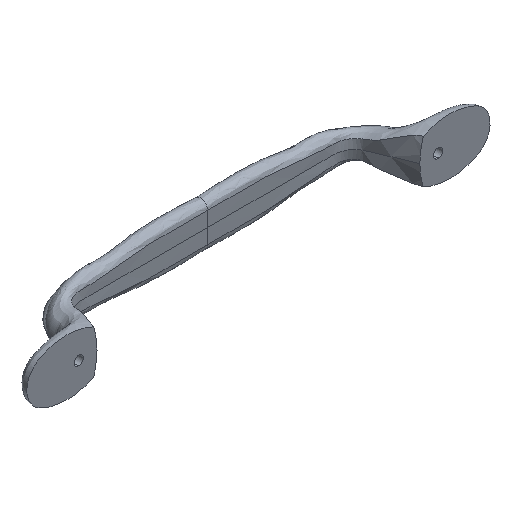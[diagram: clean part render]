
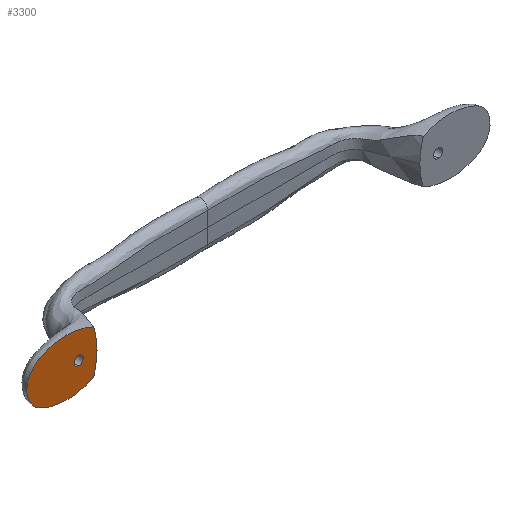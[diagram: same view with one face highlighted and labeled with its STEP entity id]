
A CAD part, isometric view. The second image highlights one B-rep face of the part: STEP entity #3300.
In plain terms, the highlighted planar face has unit normal (0, -1, 0).
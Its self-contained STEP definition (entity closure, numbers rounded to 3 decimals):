
#45 = AXIS2_PLACEMENT_3D ( 'NONE', #5335, #1200, #12628 ) ;
#269 = DIRECTION ( 'NONE',  ( 0., 0., -1. ) ) ;
#409 = CIRCLE ( 'NONE', #6224, 25.785 ) ;
#430 = CARTESIAN_POINT ( 'NONE',  ( -64., 0., -1.65 ) ) ;
#623 = ORIENTED_EDGE ( 'NONE', *, *, #2189, .T. ) ;
#830 = EDGE_CURVE ( 'NONE', #10300, #9252, #2872, .T. ) ;
#831 = VERTEX_POINT ( 'NONE', #1488 ) ;
#1200 = DIRECTION ( 'NONE',  ( 0., -1., 0. ) ) ;
#1458 = FACE_BOUND ( 'NONE', #8097, .T. ) ;
#1488 = CARTESIAN_POINT ( 'NONE',  ( -77.68, 0., 7.774 ) ) ;
#1529 = PLANE ( 'NONE',  #3536 ) ;
#1543 = ORIENTED_EDGE ( 'NONE', *, *, #830, .T. ) ;
#1599 = DIRECTION ( 'NONE',  ( 0., -1., 0. ) ) ;
#1751 = AXIS2_PLACEMENT_3D ( 'NONE', #12344, #7933, #10041 ) ;
#2158 = DIRECTION ( 'NONE',  ( 0., -1., 0. ) ) ;
#2189 = EDGE_CURVE ( 'NONE', #6035, #10243, #12034, .T. ) ;
#2326 = DIRECTION ( 'NONE',  ( 0., 1., 0. ) ) ;
#2365 = CARTESIAN_POINT ( 'NONE',  ( -83.285, 0., 0. ) ) ;
#2405 = CIRCLE ( 'NONE', #1751, 8.679 ) ;
#2579 = CARTESIAN_POINT ( 'NONE',  ( -64., 0., 0. ) ) ;
#2665 = ORIENTED_EDGE ( 'NONE', *, *, #2883, .T. ) ;
#2673 = CARTESIAN_POINT ( 'NONE',  ( -57.5, 0., 0. ) ) ;
#2872 = CIRCLE ( 'NONE', #4660, 1.65 ) ;
#2883 = EDGE_CURVE ( 'NONE', #9252, #10300, #10262, .T. ) ;
#3300 = ADVANCED_FACE ( 'NONE', ( #1458, #5737 ), #1529, .T. ) ;
#3301 = CARTESIAN_POINT ( 'NONE',  ( -64., 0., 1.65 ) ) ;
#3372 = CARTESIAN_POINT ( 'NONE',  ( -58.7, 0., 7.774 ) ) ;
#3536 = AXIS2_PLACEMENT_3D ( 'NONE', #3707, #1599, #6930 ) ;
#3707 = CARTESIAN_POINT ( 'NONE',  ( -71.005, 0., 5.671 ) ) ;
#3779 = VERTEX_POINT ( 'NONE', #6860 ) ;
#4336 = EDGE_CURVE ( 'NONE', #4705, #6035, #409, .T. ) ;
#4548 = DIRECTION ( 'NONE',  ( 0., -1., 0. ) ) ;
#4660 = AXIS2_PLACEMENT_3D ( 'NONE', #9836, #2326, #8786 ) ;
#4705 = VERTEX_POINT ( 'NONE', #11442 ) ;
#4972 = ORIENTED_EDGE ( 'NONE', *, *, #6562, .T. ) ;
#5335 = CARTESIAN_POINT ( 'NONE',  ( -68.19, 0., -11.342 ) ) ;
#5485 = DIRECTION ( 'NONE',  ( 0., 0., 1. ) ) ;
#5737 = FACE_OUTER_BOUND ( 'NONE', #5752, .T. ) ;
#5752 = EDGE_LOOP ( 'NONE', ( #5921, #9318, #623, #11344, #4972 ) ) ;
#5872 = AXIS2_PLACEMENT_3D ( 'NONE', #11766, #2158, #7292 ) ;
#5921 = ORIENTED_EDGE ( 'NONE', *, *, #13654, .T. ) ;
#6035 = VERTEX_POINT ( 'NONE', #2673 ) ;
#6224 = AXIS2_PLACEMENT_3D ( 'NONE', #2365, #4548, #13089 ) ;
#6562 = EDGE_CURVE ( 'NONE', #831, #3779, #2405, .T. ) ;
#6860 = CARTESIAN_POINT ( 'NONE',  ( -77.68, 0., -7.774 ) ) ;
#6930 = DIRECTION ( 'NONE',  ( 0., 0., -1. ) ) ;
#7292 = DIRECTION ( 'NONE',  ( 0., 0., -1. ) ) ;
#7933 = DIRECTION ( 'NONE',  ( 0., -1., 0. ) ) ;
#8097 = EDGE_LOOP ( 'NONE', ( #1543, #2665 ) ) ;
#8786 = DIRECTION ( 'NONE',  ( 0., 0., -1. ) ) ;
#9162 = EDGE_CURVE ( 'NONE', #10243, #831, #10784, .T. ) ;
#9252 = VERTEX_POINT ( 'NONE', #3301 ) ;
#9318 = ORIENTED_EDGE ( 'NONE', *, *, #4336, .T. ) ;
#9836 = CARTESIAN_POINT ( 'NONE',  ( -64., 0., 0. ) ) ;
#10041 = DIRECTION ( 'NONE',  ( 0., 0., -1. ) ) ;
#10243 = VERTEX_POINT ( 'NONE', #3372 ) ;
#10262 = CIRCLE ( 'NONE', #13385, 1.65 ) ;
#10300 = VERTEX_POINT ( 'NONE', #430 ) ;
#10348 = CIRCLE ( 'NONE', #5872, 21.342 ) ;
#10784 = CIRCLE ( 'NONE', #45, 21.342 ) ;
#11063 = DIRECTION ( 'NONE',  ( 0., 1., 0. ) ) ;
#11094 = CARTESIAN_POINT ( 'NONE',  ( -83.285, 0., 0. ) ) ;
#11344 = ORIENTED_EDGE ( 'NONE', *, *, #9162, .T. ) ;
#11442 = CARTESIAN_POINT ( 'NONE',  ( -58.7, 0., -7.774 ) ) ;
#11766 = CARTESIAN_POINT ( 'NONE',  ( -68.19, 0., 11.342 ) ) ;
#12034 = CIRCLE ( 'NONE', #13819, 25.785 ) ;
#12140 = DIRECTION ( 'NONE',  ( 0., -1., 0. ) ) ;
#12344 = CARTESIAN_POINT ( 'NONE',  ( -73.821, 0., 0. ) ) ;
#12628 = DIRECTION ( 'NONE',  ( 0., 0., 1. ) ) ;
#13089 = DIRECTION ( 'NONE',  ( 0., 0., 1. ) ) ;
#13385 = AXIS2_PLACEMENT_3D ( 'NONE', #2579, #11063, #269 ) ;
#13654 = EDGE_CURVE ( 'NONE', #3779, #4705, #10348, .T. ) ;
#13819 = AXIS2_PLACEMENT_3D ( 'NONE', #11094, #12140, #5485 ) ;
